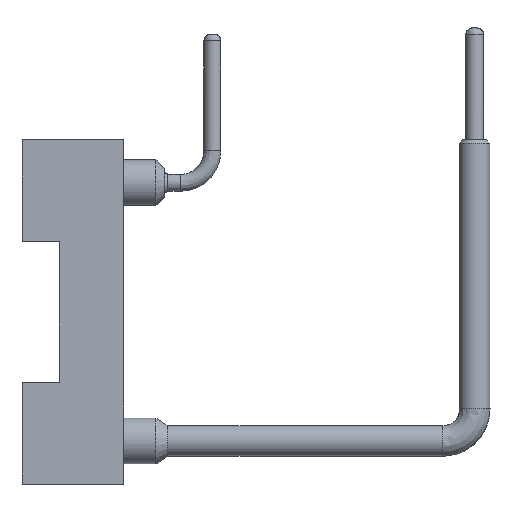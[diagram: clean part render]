
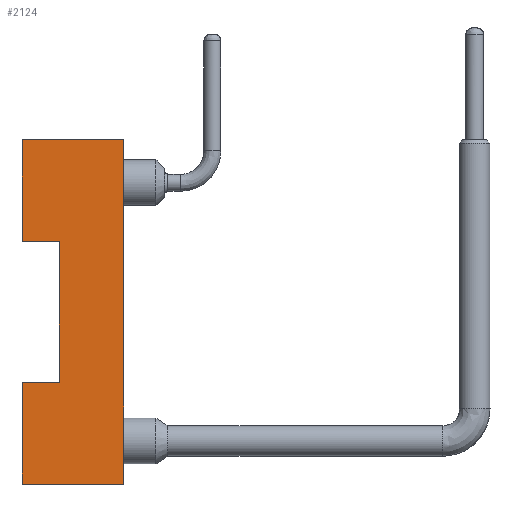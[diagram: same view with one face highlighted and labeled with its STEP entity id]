
A CAD part, left-side view. The second image highlights one B-rep face of the part: STEP entity #2124.
In plain terms, the highlighted planar face has unit normal (-1, 0, 0).
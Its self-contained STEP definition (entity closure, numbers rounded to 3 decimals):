
#105=CARTESIAN_POINT('',(-1.27,0.,-10.16));
#106=VERTEX_POINT('',#105);
#159=CARTESIAN_POINT('',(-1.27,0.,0.));
#160=VERTEX_POINT('',#159);
#170=CARTESIAN_POINT('',(-1.27,0.,0.));
#171=CARTESIAN_POINT('',(-1.27,0.,-2.032));
#172=CARTESIAN_POINT('',(-1.27,0.,-4.064));
#173=CARTESIAN_POINT('',(-1.27,0.,-6.096));
#174=CARTESIAN_POINT('',(-1.27,0.,-8.128));
#175=CARTESIAN_POINT('',(-1.27,0.,-10.16));
#176=B_SPLINE_CURVE_WITH_KNOTS('',5,(#170,#171,#172,#173,#174,#175),.UNSPECIFIED.,.F.,.U.,(6,6),(0.,10.16),.UNSPECIFIED.);
#177=EDGE_CURVE('',#160,#106,#176,.T.);
#1706=CARTESIAN_POINT('',(-1.27,1.9,-3.));
#1707=VERTEX_POINT('',#1706);
#1717=CARTESIAN_POINT('',(-1.27,3.,-3.));
#1718=VERTEX_POINT('',#1717);
#1719=CARTESIAN_POINT('',(-1.27,1.9,-3.));
#1720=CARTESIAN_POINT('',(-1.27,2.12,-3.));
#1721=CARTESIAN_POINT('',(-1.27,2.34,-3.));
#1722=CARTESIAN_POINT('',(-1.27,2.56,-3.));
#1723=CARTESIAN_POINT('',(-1.27,2.78,-3.));
#1724=CARTESIAN_POINT('',(-1.27,3.,-3.));
#1725=B_SPLINE_CURVE_WITH_KNOTS('',5,(#1719,#1720,#1721,#1722,#1723,#1724),.UNSPECIFIED.,.F.,.U.,(6,6),(0.,1.1),.UNSPECIFIED.);
#1726=EDGE_CURVE('',#1707,#1718,#1725,.T.);
#1788=CARTESIAN_POINT('',(-1.27,3.,-7.16));
#1789=VERTEX_POINT('',#1788);
#1799=CARTESIAN_POINT('',(-1.27,1.9,-7.16));
#1800=VERTEX_POINT('',#1799);
#1801=CARTESIAN_POINT('',(-1.27,3.,-7.16));
#1802=CARTESIAN_POINT('',(-1.27,2.78,-7.16));
#1803=CARTESIAN_POINT('',(-1.27,2.56,-7.16));
#1804=CARTESIAN_POINT('',(-1.27,2.34,-7.16));
#1805=CARTESIAN_POINT('',(-1.27,2.12,-7.16));
#1806=CARTESIAN_POINT('',(-1.27,1.9,-7.16));
#1807=B_SPLINE_CURVE_WITH_KNOTS('',5,(#1801,#1802,#1803,#1804,#1805,#1806),.UNSPECIFIED.,.F.,.U.,(6,6),(0.,1.1),.UNSPECIFIED.);
#1808=EDGE_CURVE('',#1789,#1800,#1807,.T.);
#1911=CARTESIAN_POINT('',(-1.27,3.,-10.16));
#1912=VERTEX_POINT('',#1911);
#1913=CARTESIAN_POINT('',(-1.27,0.,-10.16));
#1914=CARTESIAN_POINT('',(-1.27,0.6,-10.16));
#1915=CARTESIAN_POINT('',(-1.27,1.2,-10.16));
#1916=CARTESIAN_POINT('',(-1.27,1.8,-10.16));
#1917=CARTESIAN_POINT('',(-1.27,2.4,-10.16));
#1918=CARTESIAN_POINT('',(-1.27,3.,-10.16));
#1919=B_SPLINE_CURVE_WITH_KNOTS('',5,(#1913,#1914,#1915,#1916,#1917,#1918),.UNSPECIFIED.,.F.,.U.,(6,6),(0.,3.),.UNSPECIFIED.);
#1920=EDGE_CURVE('',#106,#1912,#1919,.T.);
#2061=CARTESIAN_POINT('',(-1.27,3.,0.));
#2062=VERTEX_POINT('',#2061);
#2072=CARTESIAN_POINT('',(-1.27,3.,0.));
#2073=CARTESIAN_POINT('',(-1.27,2.4,0.));
#2074=CARTESIAN_POINT('',(-1.27,1.8,0.));
#2075=CARTESIAN_POINT('',(-1.27,1.2,0.));
#2076=CARTESIAN_POINT('',(-1.27,0.6,0.));
#2077=CARTESIAN_POINT('',(-1.27,0.,0.));
#2078=B_SPLINE_CURVE_WITH_KNOTS('',5,(#2072,#2073,#2074,#2075,#2076,#2077),.UNSPECIFIED.,.F.,.U.,(6,6),(0.,3.),.UNSPECIFIED.);
#2079=EDGE_CURVE('',#2062,#160,#2078,.T.);
#2085=CARTESIAN_POINT('',(-1.27,1.5,-5.08));
#2086=DIRECTION('',(0.,0.,1.));
#2087=DIRECTION('',(-1.,0.,0.));
#2088=AXIS2_PLACEMENT_3D('',#2085,#2087,#2086);
#2089=PLANE('',#2088);
#2090=CARTESIAN_POINT('',(-1.27,3.,-7.16));
#2091=CARTESIAN_POINT('',(-1.27,3.,-7.76));
#2092=CARTESIAN_POINT('',(-1.27,3.,-8.36));
#2093=CARTESIAN_POINT('',(-1.27,3.,-8.96));
#2094=CARTESIAN_POINT('',(-1.27,3.,-9.56));
#2095=CARTESIAN_POINT('',(-1.27,3.,-10.16));
#2096=B_SPLINE_CURVE_WITH_KNOTS('',5,(#2090,#2091,#2092,#2093,#2094,#2095),.UNSPECIFIED.,.F.,.U.,(6,6),(0.,3.),.UNSPECIFIED.);
#2097=EDGE_CURVE('',#1789,#1912,#2096,.T.);
#2098=ORIENTED_EDGE('',*,*,#2097,.T.);
#2099=ORIENTED_EDGE('',*,*,#1920,.F.);
#2100=ORIENTED_EDGE('',*,*,#177,.F.);
#2101=ORIENTED_EDGE('',*,*,#2079,.F.);
#2102=CARTESIAN_POINT('',(-1.27,3.,0.));
#2103=CARTESIAN_POINT('',(-1.27,3.,-0.6));
#2104=CARTESIAN_POINT('',(-1.27,3.,-1.2));
#2105=CARTESIAN_POINT('',(-1.27,3.,-1.8));
#2106=CARTESIAN_POINT('',(-1.27,3.,-2.4));
#2107=CARTESIAN_POINT('',(-1.27,3.,-3.));
#2108=B_SPLINE_CURVE_WITH_KNOTS('',5,(#2102,#2103,#2104,#2105,#2106,#2107),.UNSPECIFIED.,.F.,.U.,(6,6),(0.,3.),.UNSPECIFIED.);
#2109=EDGE_CURVE('',#2062,#1718,#2108,.T.);
#2110=ORIENTED_EDGE('',*,*,#2109,.T.);
#2111=ORIENTED_EDGE('',*,*,#1726,.F.);
#2112=CARTESIAN_POINT('',(-1.27,1.9,-3.));
#2113=CARTESIAN_POINT('',(-1.27,1.9,-3.832));
#2114=CARTESIAN_POINT('',(-1.27,1.9,-4.664));
#2115=CARTESIAN_POINT('',(-1.27,1.9,-5.496));
#2116=CARTESIAN_POINT('',(-1.27,1.9,-6.328));
#2117=CARTESIAN_POINT('',(-1.27,1.9,-7.16));
#2118=B_SPLINE_CURVE_WITH_KNOTS('',5,(#2112,#2113,#2114,#2115,#2116,#2117),.UNSPECIFIED.,.F.,.U.,(6,6),(0.,4.16),.UNSPECIFIED.);
#2119=EDGE_CURVE('',#1707,#1800,#2118,.T.);
#2120=ORIENTED_EDGE('',*,*,#2119,.T.);
#2121=ORIENTED_EDGE('',*,*,#1808,.F.);
#2122=EDGE_LOOP('',(#2098,#2099,#2100,#2101,#2110,#2111,#2120,#2121));
#2123=FACE_OUTER_BOUND('',#2122,.T.);
#2124=ADVANCED_FACE('',(#2123),#2089,.T.);
